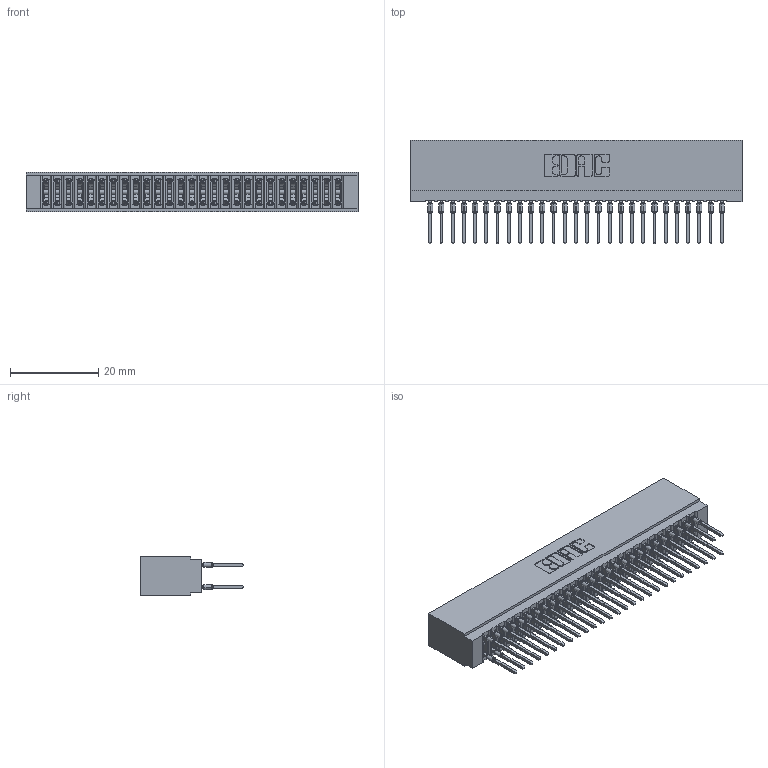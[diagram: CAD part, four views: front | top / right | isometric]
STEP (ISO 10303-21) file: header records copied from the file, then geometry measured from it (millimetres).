
FILE_DESCRIPTION (( 'STEP AP203' ), '1' );
FILE_NAME ('725-054-522-201.STEP', '2026-02-24T17:57:56', ( '' ), ( '' ), 'SwSTEP 2.0', 'SolidWorks 2023', '' );
FILE_SCHEMA (( 'CONFIG_CONTROL_DESIGN' ));
Length unit declared in the file: millimetre
Products named in the file (3): 725 Part_Insulator Option - 01; 745-292-001_522; 725-054-522-201
Assembly tree (55 placements, depth 2):
  725-054-522-201
    725 Part_Insulator Option - 01
    745-292-001_522  x54
Bounding box: 75.18 x 23.51 x 8.89 mm (x, y, z)
Volume: 6095 mm3; surface area: 12751.6 mm2
Topology: 55 solids, 55 shells, 4928 faces, 13241 edges, 8322 vertices
Faces by surface type: plane 2539, bspline 1080, cylinder 985, torus 324
Entity records: 47467 total; most frequent: CARTESIAN_POINT 8739, ORIENTED_EDGE 8144, DIRECTION 7130, EDGE_CURVE 4072, LINE 3728, VECTOR 3728, VERTEX_POINT 2598, AXIS2_PLACEMENT_3D 1701
